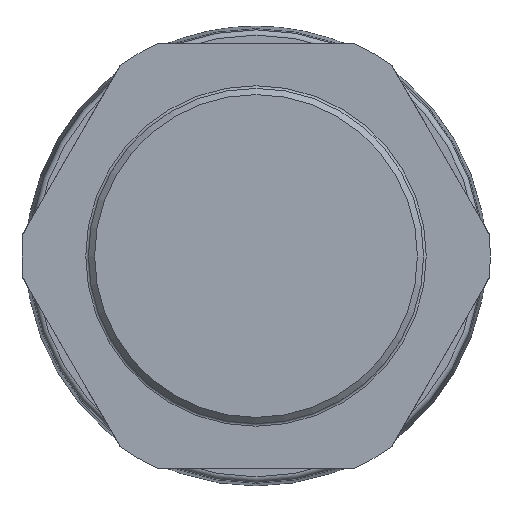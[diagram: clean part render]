
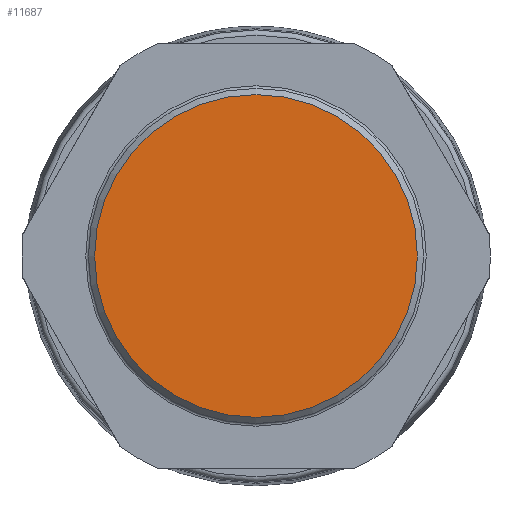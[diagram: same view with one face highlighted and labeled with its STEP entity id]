
A CAD part, left-side view. The second image highlights one B-rep face of the part: STEP entity #11687.
In plain terms, the highlighted planar face has unit normal (-1, 0, 0).
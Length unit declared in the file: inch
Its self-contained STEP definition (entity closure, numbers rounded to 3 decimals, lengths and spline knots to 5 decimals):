
#795=PLANE('',#12399);
#2034=FACE_OUTER_BOUND('',#2686,.T.);
#2686=EDGE_LOOP('',(#7230,#7231));
#3370=CIRCLE('',#12400,1.19409);
#3371=CIRCLE('',#12401,1.19409);
#4106=VERTEX_POINT('',#16824);
#4107=VERTEX_POINT('',#16825);
#5342=EDGE_CURVE('',#4106,#4107,#3370,.T.);
#5343=EDGE_CURVE('',#4107,#4106,#3371,.T.);
#7230=ORIENTED_EDGE('',*,*,#5342,.F.);
#7231=ORIENTED_EDGE('',*,*,#5343,.F.);
#11687=ADVANCED_FACE('',(#2034),#795,.T.);
#12399=AXIS2_PLACEMENT_3D('',#16823,#13774,#13775);
#12400=AXIS2_PLACEMENT_3D('',#16826,#13776,#13777);
#12401=AXIS2_PLACEMENT_3D('',#16827,#13778,#13779);
#13774=DIRECTION('center_axis',(-1.,0.,0.));
#13775=DIRECTION('ref_axis',(0.,0.,
-1.));
#13776=DIRECTION('center_axis',(1.,0.,0.));
#13777=DIRECTION('ref_axis',(0.,0.,
1.));
#13778=DIRECTION('center_axis',(1.,0.,0.));
#13779=DIRECTION('ref_axis',(0.,0.,
1.));
#16823=CARTESIAN_POINT('Origin',(-0.94882,-1.19409,0.));
#16824=CARTESIAN_POINT('',(-0.94882,-1.19409,0.));
#16825=CARTESIAN_POINT('',(-0.94882,1.19409,0.));
#16826=CARTESIAN_POINT('Origin',(-0.94882,0.,
0.));
#16827=CARTESIAN_POINT('Origin',(-0.94882,0.,
0.));
